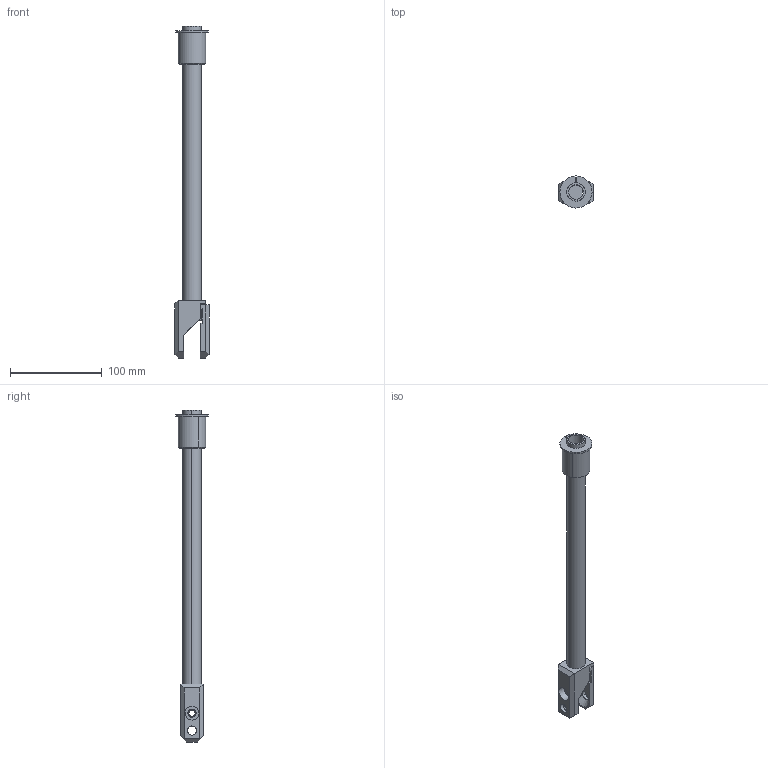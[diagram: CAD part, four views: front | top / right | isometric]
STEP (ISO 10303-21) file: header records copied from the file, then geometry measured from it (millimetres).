
FILE_DESCRIPTION(('CATIA V5 STEP Exchange'),'2;1');
FILE_NAME('AEGT192.stp','2017-07-06T00:26:50+00:00',('none'),('none'),'CATIA Version 5 Release 21 GA (IN-10)','CATIA V5 STEP AP203','none');
FILE_SCHEMA(('CONFIG_CONTROL_DESIGN'));
Length unit declared in the file: millimetre
Products named in the file (1): AEGT192
Bounding box: 38 x 34.97 x 362.5 mm (x, y, z)
Volume: 78498.2 mm3; surface area: 56089.5 mm2
Topology: 4 solids, 4 shells, 77 faces, 201 edges, 132 vertices
Faces by surface type: plane 45, cylinder 25, cone 7
Entity records: 2290 total; most frequent: CARTESIAN_POINT 464, ORIENTED_EDGE 402, DIRECTION 290, EDGE_CURVE 201, VERTEX_POINT 132, VECTOR 122, LINE 122, AXIS2_PLACEMENT_3D 114
